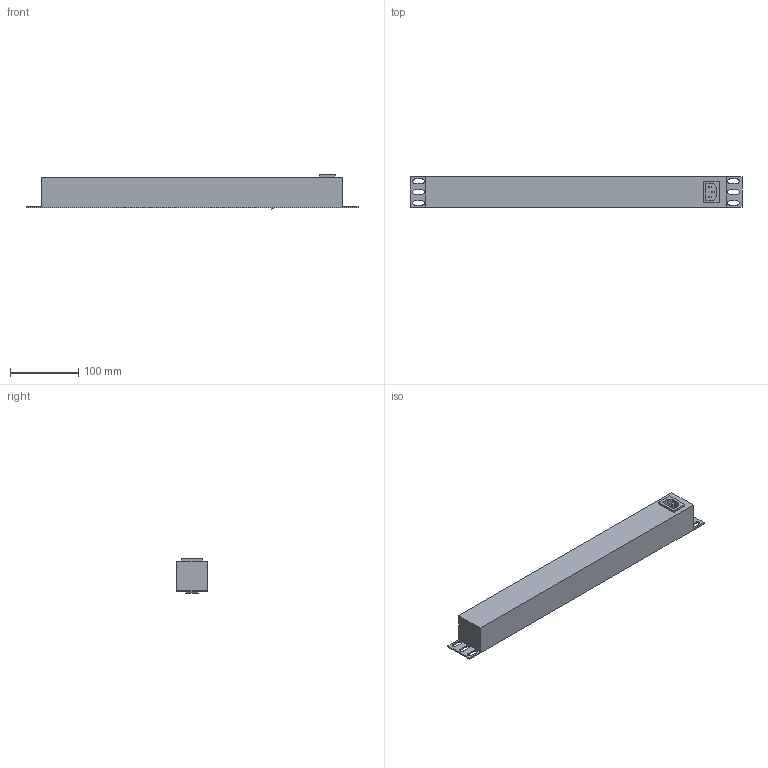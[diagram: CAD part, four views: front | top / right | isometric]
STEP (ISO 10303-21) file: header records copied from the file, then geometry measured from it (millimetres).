
FILE_DESCRIPTION (( 'STEP AP203' ), '1' );
FILE_NAME ('PH12-7C133 ITK PDU 7 ðîçåòîê C13, ñ LED âûêë, 1U, âõ. C14, áåç øíóðà.STEP', '2016-09-21T12:02:36', ( '' ), ( '' ), 'SwSTEP 2.0', 'SolidWorks 2014', '' );
FILE_SCHEMA (( 'CONFIG_CONTROL_DESIGN' ));
Length unit declared in the file: millimetre
Products named in the file (1): PH12-7C133 ITK PDU 7 ðîçåòîê C13, ñ LED âûêë, 1U, âõ. C14, áåç øíóðà
Bounding box: 487 x 44.45 x 50 mm (x, y, z)
Volume: 835721 mm3; surface area: 116689.7 mm2
Topology: 1 solids, 1 shells, 343 faces, 855 edges, 570 vertices
Faces by surface type: plane 331, cylinder 12
Entity records: 10114 total; most frequent: CARTESIAN_POINT 1769, ORIENTED_EDGE 1710, DIRECTION 1567, EDGE_CURVE 855, LINE 831, VECTOR 831, VERTEX_POINT 570, EDGE_LOOP 411
